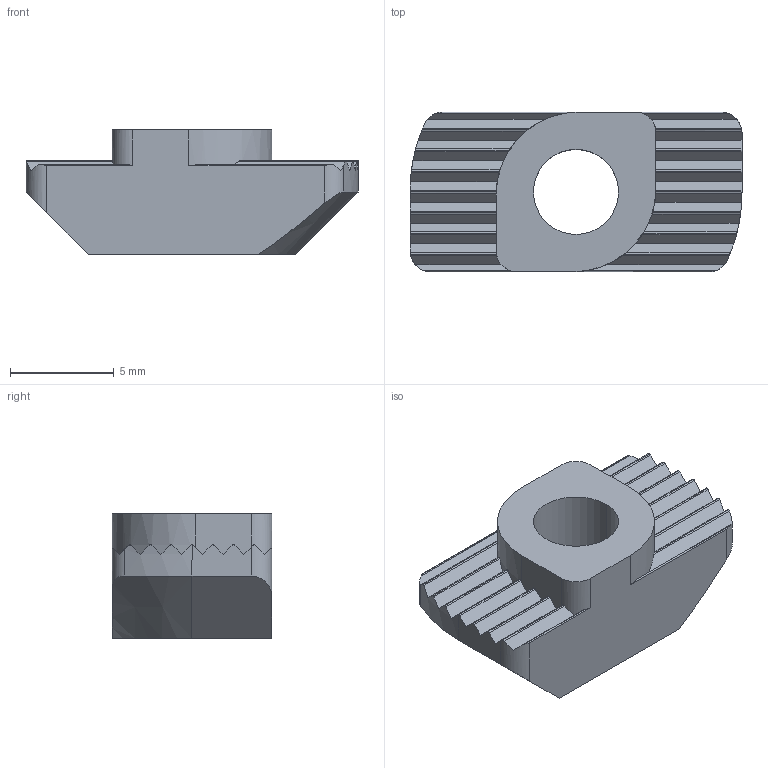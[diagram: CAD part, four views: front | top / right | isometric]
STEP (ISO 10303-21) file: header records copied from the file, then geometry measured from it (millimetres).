
FILE_DESCRIPTION(('FreeCAD Model'),'2;1');
FILE_NAME('Open CASCADE Shape Model','2024-03-19T12:31:08',(''),(''), 'Open CASCADE STEP processor 7.6','FreeCAD','Unknown');
FILE_SCHEMA(('AUTOMOTIVE_DESIGN { 1 0 10303 214 1 1 1 1 }'));
Length unit declared in the file: millimetre
Products named in the file (1): STB8-EMM5
Bounding box: 16 x 7.7 x 6 mm (x, y, z)
Volume: 454.7 mm3; surface area: 509.4 mm2
Topology: 1 solids, 1 shells, 92 faces, 266 edges, 176 vertices
Faces by surface type: cylinder 48, plane 42, cone 2
Entity records: 10659 total; most frequent: CARTESIAN_POINT 6041, DIRECTION 677, ORIENTED_EDGE 532, PCURVE 532, DEFINITIONAL_REPRESENTATION 532, LINE 416, VECTOR 416, EDGE_CURVE 266
